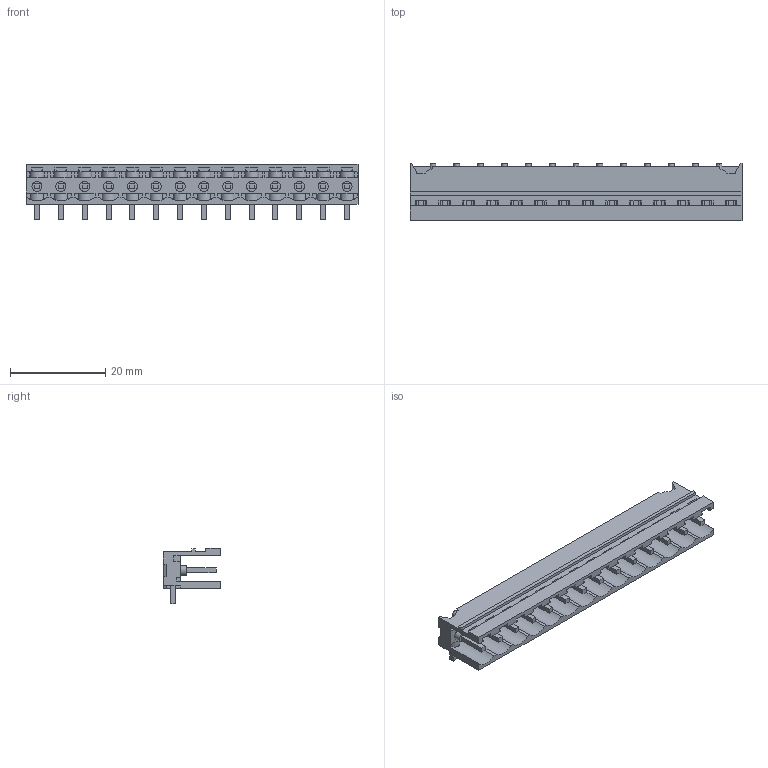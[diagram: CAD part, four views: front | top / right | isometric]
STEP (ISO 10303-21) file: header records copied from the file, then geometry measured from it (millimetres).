
FILE_DESCRIPTION(('CATIA V5 STEP Exchange','CAx-IF Rec.Pracs.--- Model Styling and Organization---1.2---2011-12-15'),'2;1');
FILE_NAME ('D1457088_0_1840010000_1840010000.stp','2018-03-08T07:56:30+00:00',('none'),('Weidmueller'),'CATIA Version 5-6 Release 2014','CATIA V5 STEP AP214','none');
FILE_SCHEMA(('AUTOMOTIVE_DESIGN { 1 0 10303 214 1 1 1 1 }'));
Length unit declared in the file: millimetre
Products named in the file (1): 1840010000
Bounding box: 69.6 x 12 x 11.63 mm (x, y, z)
Volume: 2447.1 mm3; surface area: 6135.1 mm2
Topology: 15 solids, 15 shells, 909 faces, 2787 edges, 1880 vertices
Faces by surface type: plane 759, cylinder 150
Entity records: 28711 total; most frequent: CARTESIAN_POINT 5696, ORIENTED_EDGE 5574, DIRECTION 3563, EDGE_CURVE 2787, VECTOR 2335, LINE 2335, VERTEX_POINT 1880, EDGE_LOOP 937
